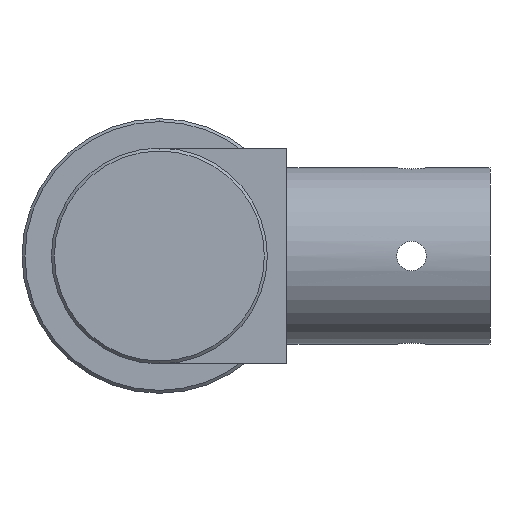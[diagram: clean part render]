
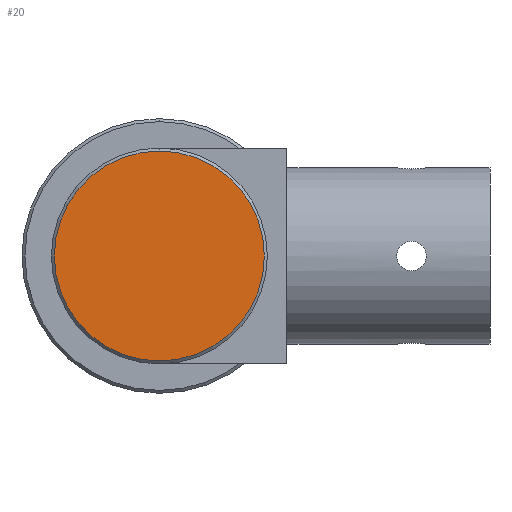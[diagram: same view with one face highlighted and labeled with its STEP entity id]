
A CAD part, left-side view. The second image highlights one B-rep face of the part: STEP entity #20.
In plain terms, the highlighted planar face has unit normal (-1, 0, 0).
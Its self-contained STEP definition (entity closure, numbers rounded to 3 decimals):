
#20 = ADVANCED_FACE ( 'NONE', ( #728 ), #504, .F. ) ;
#61 = DIRECTION ( 'NONE',  ( 0., 0., 1. ) ) ;
#296 = AXIS2_PLACEMENT_3D ( 'NONE', #1597, #1593, #1450 ) ;
#326 = AXIS2_PLACEMENT_3D ( 'NONE', #1539, #1122, #61 ) ;
#404 = CIRCLE ( 'NONE', #296, 10.7 ) ;
#413 = VERTEX_POINT ( 'NONE', #1169 ) ;
#504 = PLANE ( 'NONE',  #1627 ) ;
#660 = EDGE_LOOP ( 'NONE', ( #1112, #734 ) ) ;
#713 = EDGE_CURVE ( 'NONE', #1272, #413, #1328, .T. ) ;
#728 = FACE_OUTER_BOUND ( 'NONE', #660, .T. ) ;
#734 = ORIENTED_EDGE ( 'NONE', *, *, #713, .T. ) ;
#886 = CARTESIAN_POINT ( 'NONE',  ( 0., 0., 0. ) ) ;
#915 = CARTESIAN_POINT ( 'NONE',  ( 0., 0., 10.7 ) ) ;
#1002 = EDGE_CURVE ( 'NONE', #413, #1272, #404, .T. ) ;
#1026 = DIRECTION ( 'NONE',  ( 1., 0., 0. ) ) ;
#1112 = ORIENTED_EDGE ( 'NONE', *, *, #1002, .T. ) ;
#1122 = DIRECTION ( 'NONE',  ( -1., 0., 0. ) ) ;
#1169 = CARTESIAN_POINT ( 'NONE',  ( 0., 0., -10.7 ) ) ;
#1170 = DIRECTION ( 'NONE',  ( 0., 0., -1. ) ) ;
#1272 = VERTEX_POINT ( 'NONE', #915 ) ;
#1328 = CIRCLE ( 'NONE', #326, 10.7 ) ;
#1450 = DIRECTION ( 'NONE',  ( 0., 0., 1. ) ) ;
#1539 = CARTESIAN_POINT ( 'NONE',  ( 0., 0., 0. ) ) ;
#1593 = DIRECTION ( 'NONE',  ( -1., 0., 0. ) ) ;
#1597 = CARTESIAN_POINT ( 'NONE',  ( 0., 0., 0. ) ) ;
#1627 = AXIS2_PLACEMENT_3D ( 'NONE', #886, #1026, #1170 ) ;
